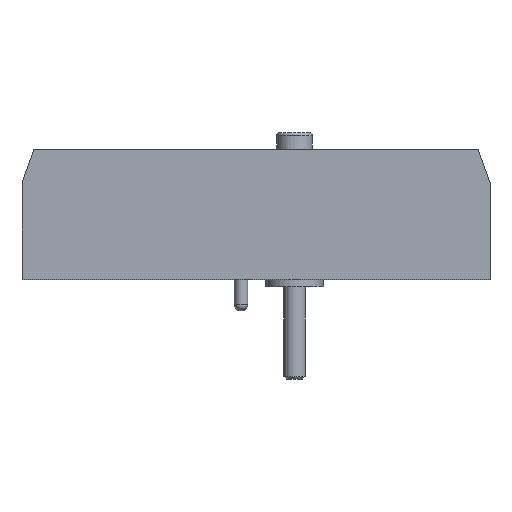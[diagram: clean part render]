
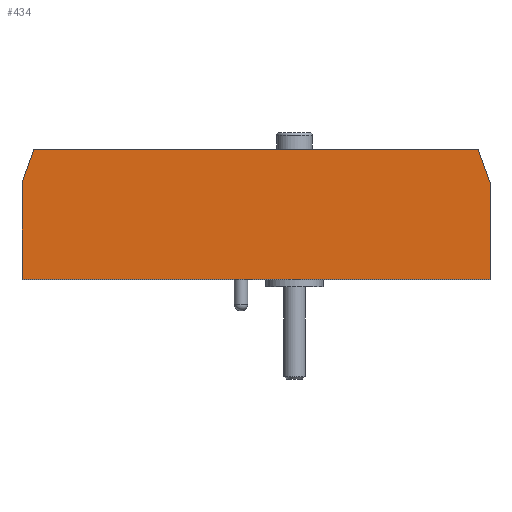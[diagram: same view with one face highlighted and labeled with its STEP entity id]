
A CAD part, top view. The second image highlights one B-rep face of the part: STEP entity #434.
In plain terms, the highlighted planar face has unit normal (0, 0, 1).
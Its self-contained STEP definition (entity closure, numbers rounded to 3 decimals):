
#79=DIRECTION('',(-0.338,-0.941,0.));
#80=VECTOR('',#79,0.249);
#81=CARTESIAN_POINT('',(-1.556,0.457,0.74));
#82=LINE('',#81,#80);
#83=DIRECTION('',(-1.,0.,0.));
#84=VECTOR('',#83,3.112);
#85=CARTESIAN_POINT('',(1.556,0.457,0.74));
#86=LINE('',#85,#84);
#87=DIRECTION('',(-0.338,0.941,0.));
#88=VECTOR('',#87,0.249);
#89=CARTESIAN_POINT('',(1.64,0.223,0.74));
#90=LINE('',#89,#88);
#91=DIRECTION('',(0.,1.,0.));
#92=VECTOR('',#91,0.679);
#93=CARTESIAN_POINT('',(1.64,-0.457,0.74));
#94=LINE('',#93,#92);
#95=DIRECTION('',(1.,0.,0.));
#96=VECTOR('',#95,3.28);
#97=CARTESIAN_POINT('',(-1.64,-0.457,0.74));
#98=LINE('',#97,#96);
#99=DIRECTION('',(0.,-1.,0.));
#100=VECTOR('',#99,0.679);
#101=CARTESIAN_POINT('',(-1.64,0.223,0.74));
#102=LINE('',#101,#100);
#245=CARTESIAN_POINT('',(-1.556,0.457,0.74));
#246=CARTESIAN_POINT('',(-1.64,0.223,0.74));
#247=VERTEX_POINT('',#245);
#248=VERTEX_POINT('',#246);
#249=CARTESIAN_POINT('',(-1.64,-0.457,0.74));
#250=VERTEX_POINT('',#249);
#251=CARTESIAN_POINT('',(1.64,-0.457,0.74));
#252=VERTEX_POINT('',#251);
#253=CARTESIAN_POINT('',(1.64,0.223,0.74));
#254=VERTEX_POINT('',#253);
#255=CARTESIAN_POINT('',(1.556,0.457,0.74));
#256=VERTEX_POINT('',#255);
#421=CARTESIAN_POINT('',(0.,0.,0.74));
#422=DIRECTION('',(0.,0.,1.));
#423=DIRECTION('',(1.,0.,0.));
#424=AXIS2_PLACEMENT_3D('',#421,#422,#423);
#425=PLANE('',#424);
#426=ORIENTED_EDGE('',*,*,#327,.F.);
#427=ORIENTED_EDGE('',*,*,#342,.F.);
#428=ORIENTED_EDGE('',*,*,#362,.F.);
#429=ORIENTED_EDGE('',*,*,#376,.F.);
#430=ORIENTED_EDGE('',*,*,#390,.F.);
#431=ORIENTED_EDGE('',*,*,#415,.F.);
#432=EDGE_LOOP('',(#426,#427,#428,#429,#430,#431));
#433=FACE_OUTER_BOUND('',#432,.F.);
#327=EDGE_CURVE('',#247,#248,#82,.T.);
#342=EDGE_CURVE('',#256,#247,#86,.T.);
#362=EDGE_CURVE('',#254,#256,#90,.T.);
#376=EDGE_CURVE('',#252,#254,#94,.T.);
#390=EDGE_CURVE('',#250,#252,#98,.T.);
#415=EDGE_CURVE('',#248,#250,#102,.T.);
#434=ADVANCED_FACE('',(#433),#425,.T.);
